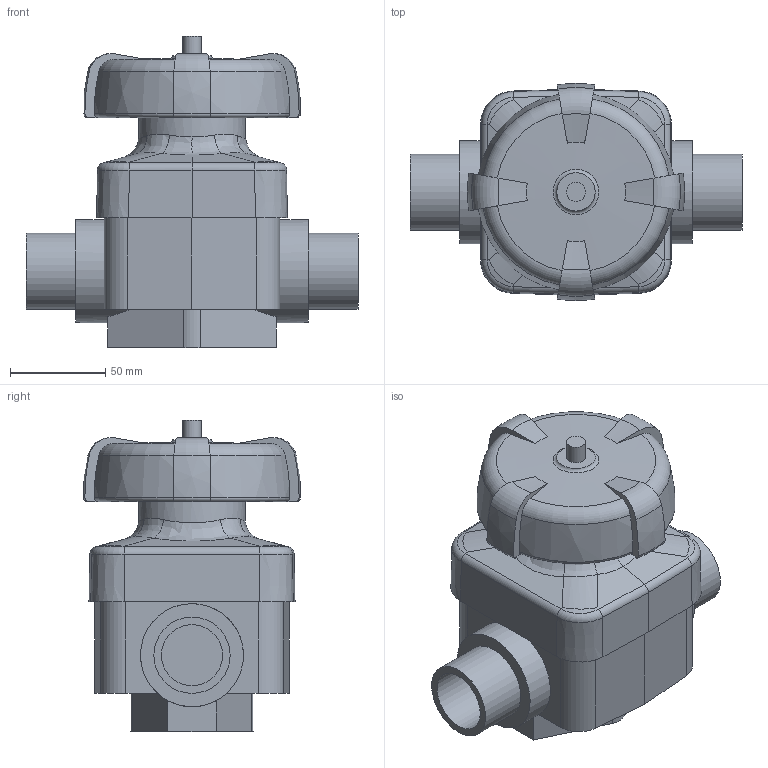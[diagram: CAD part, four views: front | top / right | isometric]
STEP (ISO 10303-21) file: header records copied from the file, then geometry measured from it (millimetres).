
FILE_DESCRIPTION(/* description */ (''),/* implementation_level */ '2;1');
FILE_NAME(/* name */ 'VMDV040E.iam.stp',/* time_stamp */ '2013-10-01T10:38:23+02:00',/* author */ ('bfaro'),/* organization */ (''),/* preprocessor_version */ 'ST-DEVELOPER v15.2',/* originating_system */ 'Autodesk Inventor 2014',/* authorisation */ '');
FILE_SCHEMA (('AUTOMOTIVE_DESIGN { 1 0 10303 214 3 1 1 }'));
Length unit declared in the file: millimetre
Products named in the file (3): Volantino VM 40-50; SPBDVM040DV; VMDV040E
Bounding box: 174 x 113.76 x 163 mm (x, y, z)
Volume: 1188352.2 mm3; surface area: 119793.2 mm2
Topology: 2 solids, 2 shells, 139 faces, 345 edges, 219 vertices
Faces by surface type: plane 58, cylinder 29, torus 21, bspline 18, cone 13
Full cylindrical faces by diameter (mm): 10 x1, 11 x2, 32 x2, 40 x2, 54 x2, 56 x1
Entity records: 5261 total; most frequent: CARTESIAN_POINT 1858, DIRECTION 752, ORIENTED_EDGE 662, EDGE_CURVE 331, AXIS2_PLACEMENT_3D 307, VERTEX_POINT 217, EDGE_LOOP 160, CIRCLE 155
